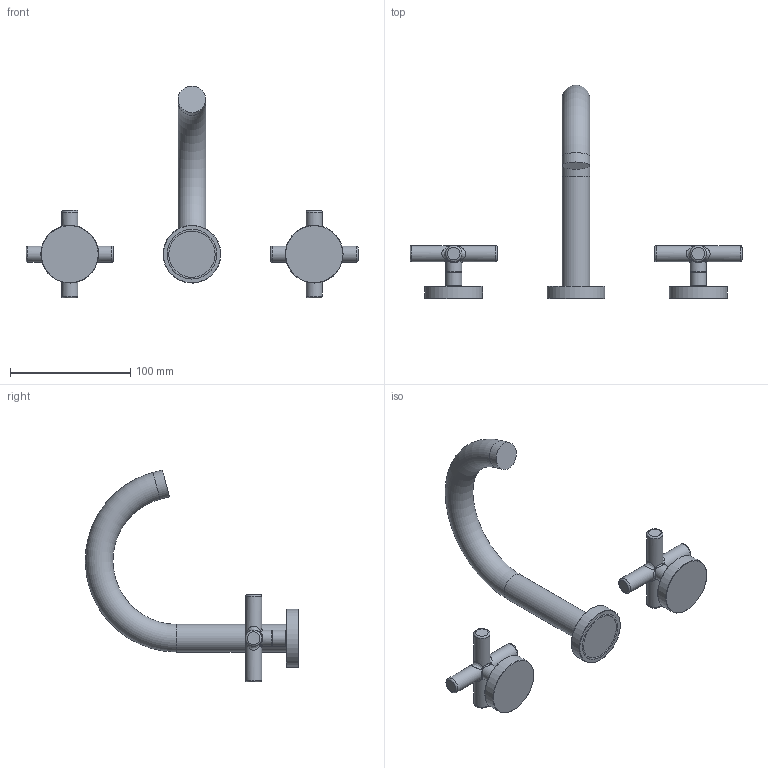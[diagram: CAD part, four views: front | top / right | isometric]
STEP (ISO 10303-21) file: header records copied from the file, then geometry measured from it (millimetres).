
FILE_DESCRIPTION(/* description */ (''),/* implementation_level */ '2;1');
FILE_NAME(/* name */ 'RU08+ 3D.stp',/* time_stamp */ '2016-11-04T10:41:23-04:00',/* author */ ('simono'),/* organization */ (''),/* preprocessor_version */ 'ST-DEVELOPER v15.6',/* originating_system */ 'Autodesk Inventor 2015',/* authorisation */ '');
FILE_SCHEMA (('AUTOMOTIVE_DESIGN { 1 0 10303 214 3 1 1 }'));
Length unit declared in the file: millimetre
Products named in the file (1): RU08+ 3D
Bounding box: 275.92 x 177.4 x 176.18 mm (x, y, z)
Volume: 216927 mm3; surface area: 48826.6 mm2
Topology: 3 solids, 3 shells, 99 faces, 221 edges, 136 vertices
Faces by surface type: bspline 40, torus 20, plane 20, cylinder 19
Full cylindrical faces by diameter (mm): 13.2 x2, 13.5 x12, 23 x2, 48 x3
Entity records: 4496 total; most frequent: CARTESIAN_POINT 2454, DIRECTION 376, ORIENTED_EDGE 352, AXIS2_PLACEMENT_3D 188, EDGE_CURVE 176, EDGE_LOOP 146, VERTEX_POINT 130, STYLED_ITEM 102
